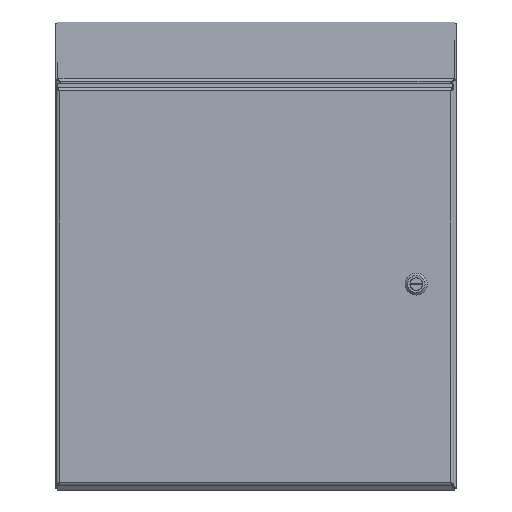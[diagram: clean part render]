
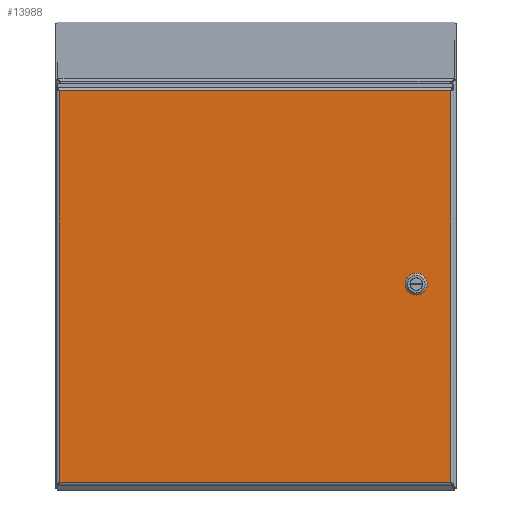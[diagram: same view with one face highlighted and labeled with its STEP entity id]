
A CAD part, top view. The second image highlights one B-rep face of the part: STEP entity #13988.
In plain terms, the highlighted planar face has unit normal (0, 0, 1).
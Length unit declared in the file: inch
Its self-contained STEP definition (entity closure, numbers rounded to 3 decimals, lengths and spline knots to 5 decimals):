
#560=PLANE('',#15135);
#1547=LINE('',#28077,#2621);
#1551=LINE('',#28089,#2625);
#1555=LINE('',#28101,#2629);
#1559=LINE('',#28111,#2633);
#1565=LINE('',#28146,#2639);
#1598=LINE('',#28462,#2672);
#1609=LINE('',#28728,#2683);
#1610=LINE('',#28730,#2684);
#2621=VECTOR('',#17836,0.42712);
#2625=VECTOR('',#17848,0.42712);
#2629=VECTOR('',#17860,0.42712);
#2633=VECTOR('',#17872,0.42712);
#2639=VECTOR('',#17882,19.57984);
#2672=VECTOR('',#17943,19.57984);
#2683=VECTOR('',#17970,19.5695);
#2684=VECTOR('',#17973,19.5695);
#3402=FACE_BOUND('',#5048,.T.);
#4015=FACE_OUTER_BOUND('',#5047,.T.);
#5047=EDGE_LOOP('',(#11379,#11380,#11381,#11382));
#5048=EDGE_LOOP('',(#11383,#11384,#11385,#11386,#11387,#11388,#11389,#11390));
#5700=CIRCLE('',#15096,0.453);
#5702=CIRCLE('',#15100,0.453);
#5704=CIRCLE('',#15104,0.453);
#5706=CIRCLE('',#15108,0.453);
#6627=VERTEX_POINT('',#28068);
#6628=VERTEX_POINT('',#28070);
#6630=VERTEX_POINT('',#28076);
#6632=VERTEX_POINT('',#28082);
#6634=VERTEX_POINT('',#28088);
#6636=VERTEX_POINT('',#28094);
#6638=VERTEX_POINT('',#28100);
#6640=VERTEX_POINT('',#28106);
#6646=VERTEX_POINT('',#28123);
#6649=VERTEX_POINT('',#28138);
#6676=VERTEX_POINT('',#28417);
#6678=VERTEX_POINT('',#28461);
#8225=EDGE_CURVE('',#6628,#6627,#5700,.T.);
#8228=EDGE_CURVE('',#6630,#6628,#1547,.T.);
#8231=EDGE_CURVE('',#6632,#6630,#5702,.T.);
#8234=EDGE_CURVE('',#6634,#6632,#1551,.T.);
#8237=EDGE_CURVE('',#6636,#6634,#5704,.T.);
#8240=EDGE_CURVE('',#6638,#6636,#1555,.T.);
#8243=EDGE_CURVE('',#6640,#6638,#5706,.T.);
#8246=EDGE_CURVE('',#6627,#6640,#1559,.T.);
#8255=EDGE_CURVE('',#6646,#6649,#1565,.T.);
#8304=EDGE_CURVE('',#6678,#6676,#1598,.T.);
#8324=EDGE_CURVE('',#6649,#6678,#1609,.T.);
#8325=EDGE_CURVE('',#6676,#6646,#1610,.T.);
#11379=ORIENTED_EDGE('',*,*,#8325,.T.);
#11380=ORIENTED_EDGE('',*,*,#8255,.T.);
#11381=ORIENTED_EDGE('',*,*,#8324,.T.);
#11382=ORIENTED_EDGE('',*,*,#8304,.T.);
#11383=ORIENTED_EDGE('',*,*,#8225,.T.);
#11384=ORIENTED_EDGE('',*,*,#8246,.T.);
#11385=ORIENTED_EDGE('',*,*,#8243,.T.);
#11386=ORIENTED_EDGE('',*,*,#8240,.T.);
#11387=ORIENTED_EDGE('',*,*,#8237,.T.);
#11388=ORIENTED_EDGE('',*,*,#8234,.T.);
#11389=ORIENTED_EDGE('',*,*,#8231,.T.);
#11390=ORIENTED_EDGE('',*,*,#8228,.T.);
#13988=ADVANCED_FACE('',(#4015,#3402),#560,.T.);
#15096=AXIS2_PLACEMENT_3D('',#28071,#17830,#17831);
#15100=AXIS2_PLACEMENT_3D('',#28083,#17842,#17843);
#15104=AXIS2_PLACEMENT_3D('',#28095,#17854,#17855);
#15108=AXIS2_PLACEMENT_3D('',#28107,#17866,#17867);
#15135=AXIS2_PLACEMENT_3D('',#28731,#17974,#17975);
#17830=DIRECTION('center_axis',(0.,0.,-1.));
#17831=DIRECTION('ref_axis',(0.882,0.471,0.));
#17836=DIRECTION('',(1.,0.,0.));
#17842=DIRECTION('center_axis',(0.,0.,-1.));
#17843=DIRECTION('ref_axis',(-0.471,0.882,0.));
#17848=DIRECTION('',(0.,1.,0.));
#17854=DIRECTION('center_axis',(0.,0.,-1.));
#17855=DIRECTION('ref_axis',(-0.882,-0.471,0.));
#17860=DIRECTION('',(-1.,0.,0.));
#17866=DIRECTION('center_axis',(0.,0.,-1.));
#17867=DIRECTION('ref_axis',(0.471,-0.882,0.));
#17872=DIRECTION('',(0.,-1.,0.));
#17882=DIRECTION('',(0.,1.,0.));
#17943=DIRECTION('',(0.,-1.,0.));
#17970=DIRECTION('',(-1.,0.,0.));
#17973=DIRECTION('',(1.,0.,0.));
#17974=DIRECTION('center_axis',(0.,0.,1.));
#17975=DIRECTION('ref_axis',(1.,0.,0.));
#28068=CARTESIAN_POINT('',(17.96087,-9.05816,0.059));
#28070=CARTESIAN_POINT('',(17.77499,-8.87223,0.059));
#28071=CARTESIAN_POINT('Origin',(17.56134,-9.27168,0.059));
#28076=CARTESIAN_POINT('',(17.34787,-8.87223,0.059));
#28077=CARTESIAN_POINT('',(13.63693,-8.87223,0.059));
#28082=CARTESIAN_POINT('',(17.16187,-9.05816,0.059));
#28083=CARTESIAN_POINT('Origin',(17.56134,-9.27177,0.059));
#28088=CARTESIAN_POINT('',(17.16187,-9.48529,0.059));
#28089=CARTESIAN_POINT('',(17.16187,-9.22744,0.059));
#28094=CARTESIAN_POINT('',(17.3478,-9.67123,0.059));
#28095=CARTESIAN_POINT('Origin',(17.56137,-9.27173,0.059));
#28100=CARTESIAN_POINT('',(17.77493,-9.67123,0.059));
#28101=CARTESIAN_POINT('',(13.42333,-9.67123,0.059));
#28106=CARTESIAN_POINT('',(17.96087,-9.48529,0.059));
#28107=CARTESIAN_POINT('Origin',(17.56137,-9.27173,0.059));
#28111=CARTESIAN_POINT('',(17.96087,-9.44101,0.059));
#28123=CARTESIAN_POINT('',(19.28362,-19.18664,0.059));
#28138=CARTESIAN_POINT('',(19.28362,0.39319,0.059));
#28146=CARTESIAN_POINT('',(19.28362,-14.34516,0.059));
#28417=CARTESIAN_POINT('',(-0.28588,-19.18664,0.059));
#28461=CARTESIAN_POINT('',(-0.28588,0.39319,0.059));
#28462=CARTESIAN_POINT('',(-0.28588,-4.44829,0.059));
#28728=CARTESIAN_POINT('',(14.39124,0.39319,0.059));
#28730=CARTESIAN_POINT('',(4.60649,-19.18664,0.059));
#28731=CARTESIAN_POINT('Origin',(9.49887,-9.39673,0.059));
